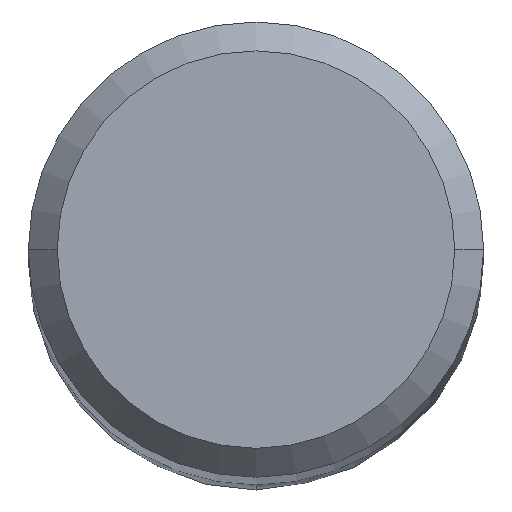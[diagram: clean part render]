
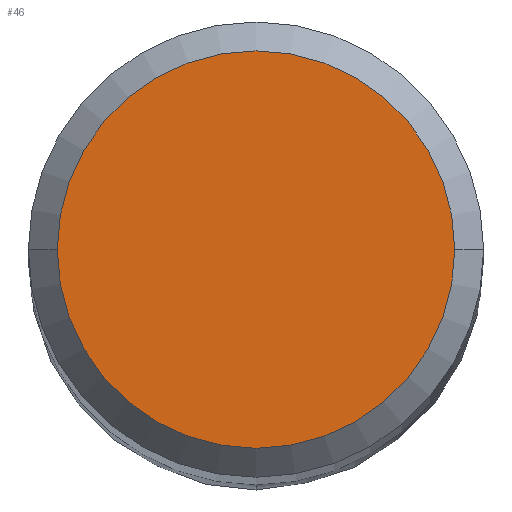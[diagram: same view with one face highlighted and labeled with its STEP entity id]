
A CAD part, top view. The second image highlights one B-rep face of the part: STEP entity #46.
In plain terms, the highlighted planar face has unit normal (0, 0, 1).
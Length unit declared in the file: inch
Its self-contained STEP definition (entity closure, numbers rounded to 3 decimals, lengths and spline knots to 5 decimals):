
#5 = DIRECTION ( 'NONE',  ( 0., 0., 1. ) ) ;
#15 = VERTEX_POINT ( 'NONE', #121 ) ;
#46 = ADVANCED_FACE ( 'NONE', ( #342 ), #250, .T. ) ;
#65 = CIRCLE ( 'NONE', #279, 0.10311 ) ;
#76 = CARTESIAN_POINT ( 'NONE',  ( 0., 0., 3.93701 ) ) ;
#87 = AXIS2_PLACEMENT_3D ( 'NONE', #345, #322, #156 ) ;
#98 = ORIENTED_EDGE ( 'NONE', *, *, #180, .T. ) ;
#110 = EDGE_CURVE ( 'NONE', #15, #189, #65, .T. ) ;
#117 = CARTESIAN_POINT ( 'NONE',  ( 0., 0., 3.93701 ) ) ;
#121 = CARTESIAN_POINT ( 'NONE',  ( 0.10311, 0., 3.93701 ) ) ;
#129 = CARTESIAN_POINT ( 'NONE',  ( -0.10311, 0., 3.93701 ) ) ;
#156 = DIRECTION ( 'NONE',  ( 1., 0., 0. ) ) ;
#180 = EDGE_CURVE ( 'NONE', #189, #15, #237, .T. ) ;
#189 = VERTEX_POINT ( 'NONE', #129 ) ;
#207 = DIRECTION ( 'NONE',  ( 1., 0., 0. ) ) ;
#220 = DIRECTION ( 'NONE',  ( 0., 0., 1. ) ) ;
#223 = AXIS2_PLACEMENT_3D ( 'NONE', #117, #220, #337 ) ;
#237 = CIRCLE ( 'NONE', #87, 0.10311 ) ;
#250 = PLANE ( 'NONE',  #223 ) ;
#279 = AXIS2_PLACEMENT_3D ( 'NONE', #76, #5, #207 ) ;
#308 = ORIENTED_EDGE ( 'NONE', *, *, #110, .T. ) ;
#322 = DIRECTION ( 'NONE',  ( 0., 0., 1. ) ) ;
#329 = EDGE_LOOP ( 'NONE', ( #98, #308 ) ) ;
#337 = DIRECTION ( 'NONE',  ( 1., 0., 0. ) ) ;
#342 = FACE_OUTER_BOUND ( 'NONE', #329, .T. ) ;
#345 = CARTESIAN_POINT ( 'NONE',  ( 0., 0., 3.93701 ) ) ;
